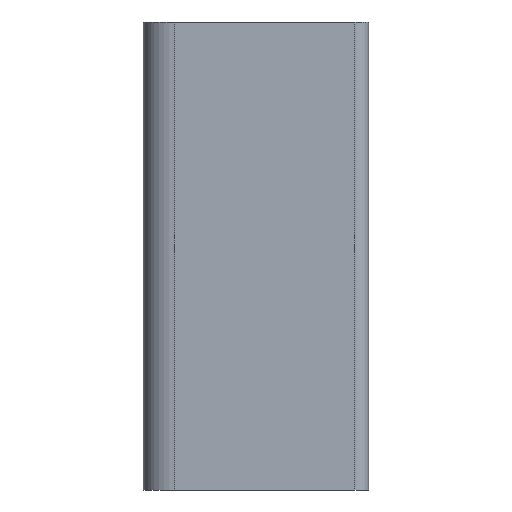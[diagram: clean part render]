
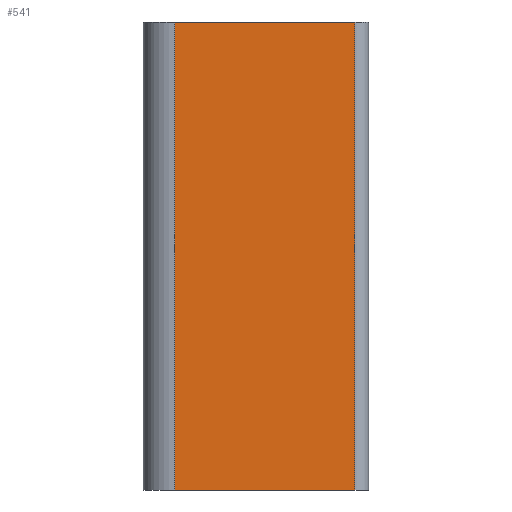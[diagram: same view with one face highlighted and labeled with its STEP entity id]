
A CAD part, left-side view. The second image highlights one B-rep face of the part: STEP entity #541.
In plain terms, the highlighted planar face has unit normal (-1, 0, 0).
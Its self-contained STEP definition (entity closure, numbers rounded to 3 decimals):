
#1 = LINE ( 'NONE', #153, #240 ) ;
#15 = CARTESIAN_POINT ( 'NONE',  ( -30., 4., 67.5 ) ) ;
#17 = ORIENTED_EDGE ( 'NONE', *, *, #56, .T. ) ;
#28 = DIRECTION ( 'NONE',  ( 0., 0., 1. ) ) ;
#33 = EDGE_CURVE ( 'NONE', #264, #196, #507, .T. ) ;
#56 = EDGE_CURVE ( 'NONE', #160, #264, #376, .T. ) ;
#60 = CARTESIAN_POINT ( 'NONE',  ( -30., 56., -67.5 ) ) ;
#80 = VECTOR ( 'NONE', #569, 1000. ) ;
#116 = CARTESIAN_POINT ( 'NONE',  ( -30., 56., 67.5 ) ) ;
#123 = DIRECTION ( 'NONE',  ( 0., 1., 0. ) ) ;
#153 = CARTESIAN_POINT ( 'NONE',  ( -30., 0., -67.5 ) ) ;
#160 = VERTEX_POINT ( 'NONE', #551 ) ;
#165 = CARTESIAN_POINT ( 'NONE',  ( -30., 56., 67.5 ) ) ;
#171 = CARTESIAN_POINT ( 'NONE',  ( -30., 4., -67.5 ) ) ;
#190 = CARTESIAN_POINT ( 'NONE',  ( -30., 0., 67.5 ) ) ;
#196 = VERTEX_POINT ( 'NONE', #60 ) ;
#240 = VECTOR ( 'NONE', #123, 1000. ) ;
#264 = VERTEX_POINT ( 'NONE', #165 ) ;
#274 = VECTOR ( 'NONE', #371, 1000. ) ;
#283 = EDGE_CURVE ( 'NONE', #160, #548, #311, .T. ) ;
#301 = EDGE_LOOP ( 'NONE', ( #438, #563, #17, #462 ) ) ;
#303 = DIRECTION ( 'NONE',  ( -1., 0., 0. ) ) ;
#304 = AXIS2_PLACEMENT_3D ( 'NONE', #531, #303, #28 ) ;
#311 = LINE ( 'NONE', #15, #80 ) ;
#321 = DIRECTION ( 'NONE',  ( 0., 1., 0. ) ) ;
#371 = DIRECTION ( 'NONE',  ( 0., 0., -1. ) ) ;
#376 = LINE ( 'NONE', #190, #525 ) ;
#438 = ORIENTED_EDGE ( 'NONE', *, *, #491, .F. ) ;
#462 = ORIENTED_EDGE ( 'NONE', *, *, #33, .T. ) ;
#479 = FACE_OUTER_BOUND ( 'NONE', #301, .T. ) ;
#491 = EDGE_CURVE ( 'NONE', #548, #196, #1, .T. ) ;
#507 = LINE ( 'NONE', #116, #274 ) ;
#525 = VECTOR ( 'NONE', #321, 1000. ) ;
#531 = CARTESIAN_POINT ( 'NONE',  ( -30., 0., 67.5 ) ) ;
#541 = ADVANCED_FACE ( 'NONE', ( #479 ), #574, .T. ) ;
#548 = VERTEX_POINT ( 'NONE', #171 ) ;
#551 = CARTESIAN_POINT ( 'NONE',  ( -30., 4., 67.5 ) ) ;
#563 = ORIENTED_EDGE ( 'NONE', *, *, #283, .F. ) ;
#569 = DIRECTION ( 'NONE',  ( 0., 0., -1. ) ) ;
#574 = PLANE ( 'NONE',  #304 ) ;
